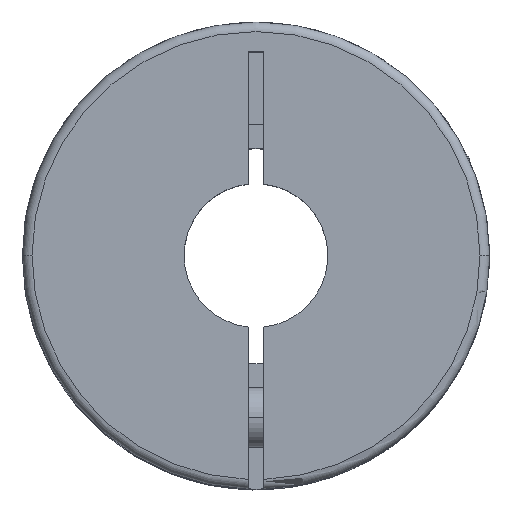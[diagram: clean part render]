
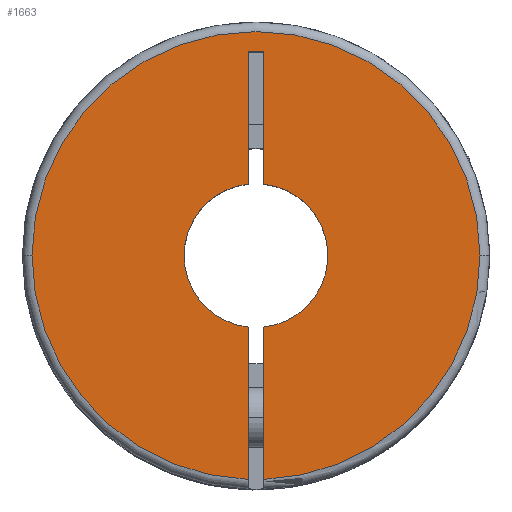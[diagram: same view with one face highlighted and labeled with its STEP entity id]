
A CAD part, top view. The second image highlights one B-rep face of the part: STEP entity #1663.
In plain terms, the highlighted planar face has unit normal (0, 0, 1).
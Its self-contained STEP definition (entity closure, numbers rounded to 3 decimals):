
#54 = VECTOR ( 'NONE', #2934, 1000. ) ;
#72 = VECTOR ( 'NONE', #1171, 1000. ) ;
#198 = DIRECTION ( 'NONE',  ( -1., 0., 0. ) ) ;
#227 = LINE ( 'NONE', #1454, #3831 ) ;
#380 = AXIS2_PLACEMENT_3D ( 'NONE', #2444, #1852, #3626 ) ;
#395 = VERTEX_POINT ( 'NONE', #1557 ) ;
#405 = VERTEX_POINT ( 'NONE', #3738 ) ;
#508 = CIRCLE ( 'NONE', #380, 18.7 ) ;
#515 = VERTEX_POINT ( 'NONE', #2080 ) ;
#540 = DIRECTION ( 'NONE',  ( 0., 0., -1. ) ) ;
#641 = ORIENTED_EDGE ( 'NONE', *, *, #2214, .T. ) ;
#657 = ORIENTED_EDGE ( 'NONE', *, *, #3109, .T. ) ;
#662 = ORIENTED_EDGE ( 'NONE', *, *, #2011, .F. ) ;
#766 = EDGE_CURVE ( 'NONE', #3979, #956, #1890, .T. ) ;
#851 = AXIS2_PLACEMENT_3D ( 'NONE', #2224, #3156, #2881 ) ;
#956 = VERTEX_POINT ( 'NONE', #2666 ) ;
#1092 = CIRCLE ( 'NONE', #1292, 18.7 ) ;
#1104 = CIRCLE ( 'NONE', #3180, 18.7 ) ;
#1163 = DIRECTION ( 'NONE',  ( 0., -1., 0. ) ) ;
#1171 = DIRECTION ( 'NONE',  ( 0., 1., 0. ) ) ;
#1214 = AXIS2_PLACEMENT_3D ( 'NONE', #1691, #2976, #198 ) ;
#1292 = AXIS2_PLACEMENT_3D ( 'NONE', #2988, #2312, #2941 ) ;
#1343 = CIRCLE ( 'NONE', #1214, 6. ) ;
#1454 = CARTESIAN_POINT ( 'NONE',  ( 0.65, -19.5, 0. ) ) ;
#1511 = EDGE_CURVE ( 'NONE', #1747, #2113, #1092, .T. ) ;
#1513 = CARTESIAN_POINT ( 'NONE',  ( -0.65, -18.689, 0. ) ) ;
#1557 = CARTESIAN_POINT ( 'NONE',  ( -0.65, -5.965, 0. ) ) ;
#1569 = CARTESIAN_POINT ( 'NONE',  ( 0.65, 17., 0. ) ) ;
#1663 = ADVANCED_FACE ( 'NONE', ( #3307 ), #1768, .F. ) ;
#1691 = CARTESIAN_POINT ( 'NONE',  ( 0., 0., 0. ) ) ;
#1722 = ORIENTED_EDGE ( 'NONE', *, *, #1910, .F. ) ;
#1747 = VERTEX_POINT ( 'NONE', #3429 ) ;
#1763 = LINE ( 'NONE', #3985, #72 ) ;
#1768 = PLANE ( 'NONE',  #2718 ) ;
#1775 = DIRECTION ( 'NONE',  ( -1., 0., 0. ) ) ;
#1778 = CARTESIAN_POINT ( 'NONE',  ( -0.65, 17., 0. ) ) ;
#1852 = DIRECTION ( 'NONE',  ( 0., 0., -1. ) ) ;
#1868 = CARTESIAN_POINT ( 'NONE',  ( 0.65, -18.689, 0. ) ) ;
#1877 = CARTESIAN_POINT ( 'NONE',  ( -0.65, 5.965, 0. ) ) ;
#1879 = ORIENTED_EDGE ( 'NONE', *, *, #3821, .F. ) ;
#1890 = CIRCLE ( 'NONE', #851, 6. ) ;
#1910 = EDGE_CURVE ( 'NONE', #3992, #956, #1763, .T. ) ;
#1928 = CARTESIAN_POINT ( 'NONE',  ( 0.65, 5.965, 0. ) ) ;
#1973 = CARTESIAN_POINT ( 'NONE',  ( 18.7, 0., 0. ) ) ;
#2011 = EDGE_CURVE ( 'NONE', #3979, #515, #227, .T. ) ;
#2080 = CARTESIAN_POINT ( 'NONE',  ( 0.65, 17., 0. ) ) ;
#2113 = VERTEX_POINT ( 'NONE', #1973 ) ;
#2137 = AXIS2_PLACEMENT_3D ( 'NONE', #2138, #540, #1775 ) ;
#2138 = CARTESIAN_POINT ( 'NONE',  ( 0., 0., 0. ) ) ;
#2188 = EDGE_CURVE ( 'NONE', #395, #2913, #2443, .T. ) ;
#2214 = EDGE_CURVE ( 'NONE', #405, #3055, #3900, .T. ) ;
#2224 = CARTESIAN_POINT ( 'NONE',  ( 0., 0., 0. ) ) ;
#2278 = DIRECTION ( 'NONE',  ( -1., 0., 0. ) ) ;
#2312 = DIRECTION ( 'NONE',  ( 0., 0., -1. ) ) ;
#2316 = ORIENTED_EDGE ( 'NONE', *, *, #1511, .F. ) ;
#2399 = DIRECTION ( 'NONE',  ( 0., 0., -1. ) ) ;
#2443 = LINE ( 'NONE', #3958, #2914 ) ;
#2444 = CARTESIAN_POINT ( 'NONE',  ( 0., 0., 0. ) ) ;
#2462 = LINE ( 'NONE', #1778, #54 ) ;
#2493 = EDGE_CURVE ( 'NONE', #2113, #3992, #1104, .T. ) ;
#2549 = LINE ( 'NONE', #1569, #3161 ) ;
#2666 = CARTESIAN_POINT ( 'NONE',  ( 0.65, -5.965, 0. ) ) ;
#2718 = AXIS2_PLACEMENT_3D ( 'NONE', #3008, #2399, #3468 ) ;
#2881 = DIRECTION ( 'NONE',  ( -1., 0., 0. ) ) ;
#2913 = VERTEX_POINT ( 'NONE', #1513 ) ;
#2914 = VECTOR ( 'NONE', #1163, 1000. ) ;
#2925 = DIRECTION ( 'NONE',  ( 0., 0., -1. ) ) ;
#2934 = DIRECTION ( 'NONE',  ( 0., -1., 0. ) ) ;
#2941 = DIRECTION ( 'NONE',  ( -1., 0., 0. ) ) ;
#2976 = DIRECTION ( 'NONE',  ( 0., 0., -1. ) ) ;
#2988 = CARTESIAN_POINT ( 'NONE',  ( 0., 0., 0. ) ) ;
#3008 = CARTESIAN_POINT ( 'NONE',  ( 0., 0., 0. ) ) ;
#3055 = VERTEX_POINT ( 'NONE', #1877 ) ;
#3083 = EDGE_CURVE ( 'NONE', #515, #3652, #2549, .T. ) ;
#3084 = CARTESIAN_POINT ( 'NONE',  ( -0.65, 17., 0. ) ) ;
#3109 = EDGE_CURVE ( 'NONE', #395, #405, #1343, .T. ) ;
#3156 = DIRECTION ( 'NONE',  ( 0., 0., -1. ) ) ;
#3161 = VECTOR ( 'NONE', #3773, 1000. ) ;
#3180 = AXIS2_PLACEMENT_3D ( 'NONE', #3891, #2925, #2278 ) ;
#3239 = EDGE_LOOP ( 'NONE', ( #3583, #3478, #657, #641, #1879, #3735, #662, #3293, #1722, #3884, #2316 ) ) ;
#3293 = ORIENTED_EDGE ( 'NONE', *, *, #766, .T. ) ;
#3307 = FACE_OUTER_BOUND ( 'NONE', #3239, .T. ) ;
#3374 = EDGE_CURVE ( 'NONE', #2913, #1747, #508, .T. ) ;
#3429 = CARTESIAN_POINT ( 'NONE',  ( -18.7, 0., 0. ) ) ;
#3468 = DIRECTION ( 'NONE',  ( 0., -1., 0. ) ) ;
#3478 = ORIENTED_EDGE ( 'NONE', *, *, #2188, .F. ) ;
#3583 = ORIENTED_EDGE ( 'NONE', *, *, #3374, .F. ) ;
#3626 = DIRECTION ( 'NONE',  ( -1., 0., 0. ) ) ;
#3652 = VERTEX_POINT ( 'NONE', #3084 ) ;
#3735 = ORIENTED_EDGE ( 'NONE', *, *, #3083, .F. ) ;
#3738 = CARTESIAN_POINT ( 'NONE',  ( -6., 0., 0. ) ) ;
#3773 = DIRECTION ( 'NONE',  ( -1., 0., 0. ) ) ;
#3821 = EDGE_CURVE ( 'NONE', #3652, #3055, #2462, .T. ) ;
#3831 = VECTOR ( 'NONE', #3945, 1000. ) ;
#3884 = ORIENTED_EDGE ( 'NONE', *, *, #2493, .F. ) ;
#3891 = CARTESIAN_POINT ( 'NONE',  ( 0., 0., 0. ) ) ;
#3900 = CIRCLE ( 'NONE', #2137, 6. ) ;
#3945 = DIRECTION ( 'NONE',  ( 0., 1., 0. ) ) ;
#3958 = CARTESIAN_POINT ( 'NONE',  ( -0.65, 17., 0. ) ) ;
#3979 = VERTEX_POINT ( 'NONE', #1928 ) ;
#3985 = CARTESIAN_POINT ( 'NONE',  ( 0.65, -19.5, 0. ) ) ;
#3992 = VERTEX_POINT ( 'NONE', #1868 ) ;
